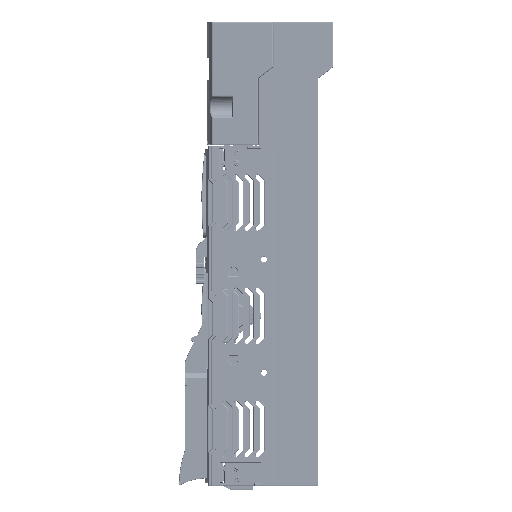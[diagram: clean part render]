
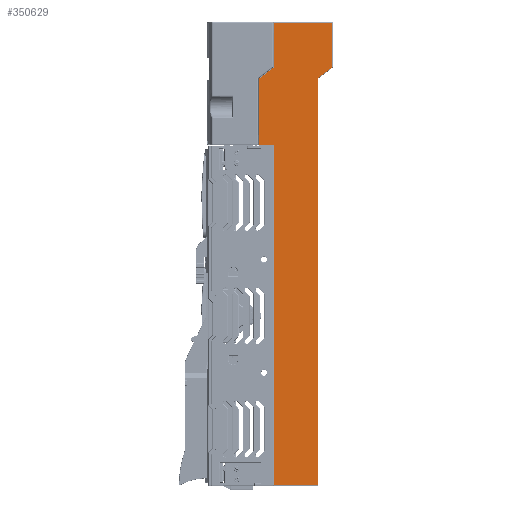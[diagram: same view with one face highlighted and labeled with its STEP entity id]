
A CAD part, left-side view. The second image highlights one B-rep face of the part: STEP entity #350629.
In plain terms, the highlighted planar face has unit normal (-1, 0, 0).
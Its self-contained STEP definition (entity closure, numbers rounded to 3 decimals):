
#315245=DIRECTION('',(0.,0.,1.));
#315246=VECTOR('',#315245,301.);
#315247=CARTESIAN_POINT('',(-24.5,39.,-204.5));
#315248=LINE('',#315247,#315246);
#315366=DIRECTION('',(0.,1.,0.));
#315367=VECTOR('',#315366,13.5);
#315368=CARTESIAN_POINT('',(-24.5,39.,96.5));
#315369=LINE('',#315368,#315367);
#321074=DIRECTION('',(0.,0.,-1.));
#321075=VECTOR('',#321074,39.254);
#321076=CARTESIAN_POINT('',(-24.5,-12.5,204.5));
#321077=LINE('',#321076,#321075);
#321199=DIRECTION('',(0.,0.,-1.));
#321200=VECTOR('',#321199,359.746);
#321201=CARTESIAN_POINT('',(-24.5,0.5,155.246));
#321202=LINE('',#321201,#321200);
#321362=DIRECTION('',(0.,1.,0.));
#321363=VECTOR('',#321362,38.5);
#321364=CARTESIAN_POINT('',(-24.5,0.5,-204.5));
#321365=LINE('',#321364,#321363);
#321369=DIRECTION('',(0.,-0.793,0.61));
#321370=VECTOR('',#321369,16.401);
#321371=CARTESIAN_POINT('',(-24.5,0.5,155.246));
#321372=LINE('',#321371,#321370);
#321376=DIRECTION('',(0.,0.793,-0.61));
#321377=VECTOR('',#321376,16.401);
#321378=CARTESIAN_POINT('',(-24.5,39.5,164.754));
#321379=LINE('',#321378,#321377);
#321390=DIRECTION('',(0.,-1.,0.));
#321391=VECTOR('',#321390,52.);
#321392=CARTESIAN_POINT('',(-24.5,39.5,204.5));
#321393=LINE('',#321392,#321391);
#321428=DIRECTION('',(0.,0.,1.));
#321429=VECTOR('',#321428,39.746);
#321430=CARTESIAN_POINT('',(-24.5,39.5,164.754));
#321431=LINE('',#321430,#321429);
#321570=DIRECTION('',(0.,0.,1.));
#321571=VECTOR('',#321570,58.254);
#321572=CARTESIAN_POINT('',(-24.5,52.5,96.5));
#321573=LINE('',#321572,#321571);
#338030=CARTESIAN_POINT('',(-24.5,39.5,164.754));
#338031=CARTESIAN_POINT('',(-24.5,39.5,204.5));
#338032=VERTEX_POINT('',#338030);
#338033=VERTEX_POINT('',#338031);
#338249=CARTESIAN_POINT('',(-24.5,52.5,154.754));
#338251=VERTEX_POINT('',#338249);
#338472=CARTESIAN_POINT('',(-24.5,39.,96.5));
#338473=CARTESIAN_POINT('',(-24.5,52.5,96.5));
#338474=VERTEX_POINT('',#338472);
#338475=VERTEX_POINT('',#338473);
#339436=CARTESIAN_POINT('',(-24.5,0.5,-204.5));
#339438=VERTEX_POINT('',#339436);
#340721=CARTESIAN_POINT('',(-24.5,0.5,155.246));
#340722=VERTEX_POINT('',#340721);
#340952=CARTESIAN_POINT('',(-24.5,39.,-204.5));
#340953=VERTEX_POINT('',#340952);
#341397=CARTESIAN_POINT('',(-24.5,-12.5,165.246));
#341398=VERTEX_POINT('',#341397);
#341471=CARTESIAN_POINT('',(-24.5,-12.5,204.5));
#341472=VERTEX_POINT('',#341471);
#350608=CARTESIAN_POINT('',(-24.5,53.,-205.));
#350609=DIRECTION('',(1.,0.,0.));
#350610=DIRECTION('',(0.,0.,-1.));
#350611=AXIS2_PLACEMENT_3D('',#350608,#350609,#350610);
#350612=PLANE('',#350611);
#350614=ORIENTED_EDGE('',*,*,#350613,.T.);
#350615=ORIENTED_EDGE('',*,*,#350471,.T.);
#350616=ORIENTED_EDGE('',*,*,#350492,.F.);
#350617=ORIENTED_EDGE('',*,*,#350514,.T.);
#350618=ORIENTED_EDGE('',*,*,#350596,.T.);
#350619=ORIENTED_EDGE('',*,*,#345715,.T.);
#350620=ORIENTED_EDGE('',*,*,#345737,.T.);
#350622=ORIENTED_EDGE('',*,*,#350621,.T.);
#350624=ORIENTED_EDGE('',*,*,#350623,.F.);
#350626=ORIENTED_EDGE('',*,*,#350625,.T.);
#350627=EDGE_LOOP('',(#350614,#350615,#350616,#350617,#350618,#350619,#350620,
#350622,#350624,#350626));
#350628=FACE_OUTER_BOUND('',#350627,.F.);
#345715=EDGE_CURVE('',#340953,#338474,#315248,.T.);
#345737=EDGE_CURVE('',#338474,#338475,#315369,.T.);
#350471=EDGE_CURVE('',#341472,#341398,#321077,.T.);
#350492=EDGE_CURVE('',#340722,#341398,#321372,.T.);
#350514=EDGE_CURVE('',#340722,#339438,#321202,.T.);
#350596=EDGE_CURVE('',#339438,#340953,#321365,.T.);
#350613=EDGE_CURVE('',#338033,#341472,#321393,.T.);
#350621=EDGE_CURVE('',#338475,#338251,#321573,.T.);
#350623=EDGE_CURVE('',#338032,#338251,#321379,.T.);
#350625=EDGE_CURVE('',#338032,#338033,#321431,.T.);
#350629=ADVANCED_FACE('',(#350628),#350612,.F.);
